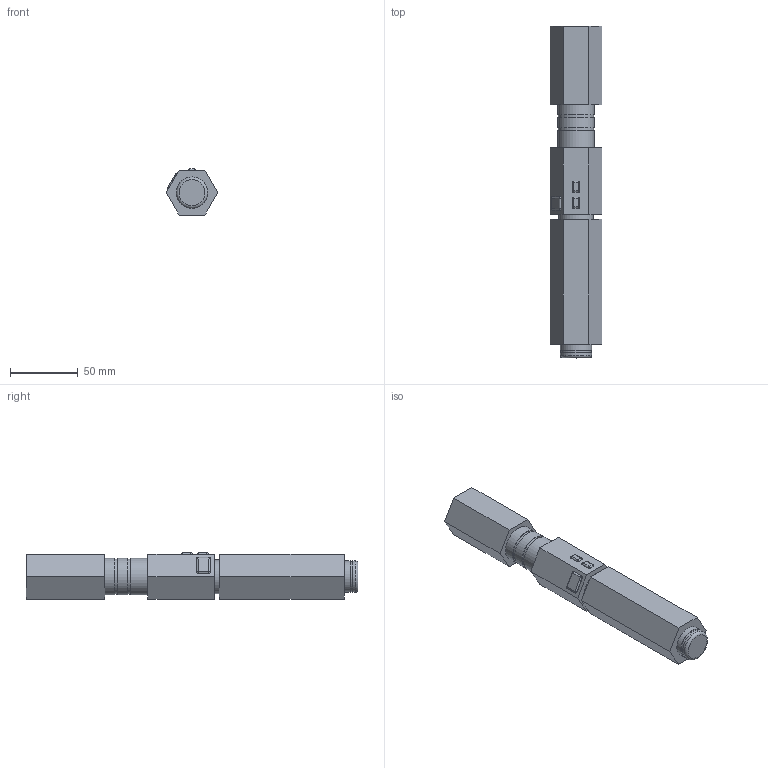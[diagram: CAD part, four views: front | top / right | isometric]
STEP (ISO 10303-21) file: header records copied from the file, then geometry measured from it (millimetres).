
FILE_DESCRIPTION(/* description */ ('STEP AP242','CAx-IF Rec.Pracs.---Representation and Presentation of Product Manufacturing Information (PMI)---4.0---2014-10-13','CAx-IF Rec.Pracs.---3D Tessellated Geometry---0.4---2014-09-14','2;1','CAx-IF Rec.Pracs.---User Defined Attributes---1.5---2016-08-15'),/* implementation_level */ '2;1');
FILE_NAME(/* name */ '69148262d2197e70d86166e9',/* time_stamp */ '2025-11-12T12:49:39Z',/* author */ (''),/* organization */ (''),/* preprocessor_version */ 'ST-DEVELOPER v20',/* originating_system */ 'ONSHAPE BY PTC INC, 1.206',/* authorisation */ ' ');
FILE_SCHEMA (('AP242_MANAGED_MODEL_BASED_3D_ENGINEERING_MIM_LF { 1 0 10303 442 1 1 4 }'));
Length unit declared in the file: metre
Products named in the file (9): Head - Copper; Pin; Button - Gray; Connector - Silver; Handle-Top - Black; Handle-Ring - Silver; Big Button - Gray; Handle-Bottom - Black
Bounding box: 38.11 x 245 x 34 mm (x, y, z)
Volume: 201889.5 mm3; surface area: 44728.5 mm2
Topology: 9 solids, 9 shells, 163 faces, 370 edges, 228 vertices
Faces by surface type: plane 75, cylinder 59, bspline 16, sphere 12, torus 1
Full cylindrical faces by diameter (mm): 20 x1, 22.185 x1, 23.15 x2, 25 x1, 25.1 x1, 26.043 x2, 27.008 x3
Entity records: 16921 total; most frequent: CARTESIAN_POINT 13214, DIRECTION 726, ORIENTED_EDGE 688, EDGE_CURVE 344, AXIS2_PLACEMENT_3D 278, VERTEX_POINT 226, EDGE_LOOP 194, FACE_BOUND 194
